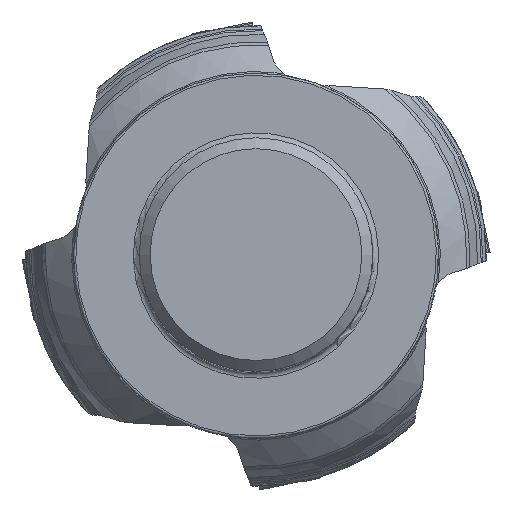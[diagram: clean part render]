
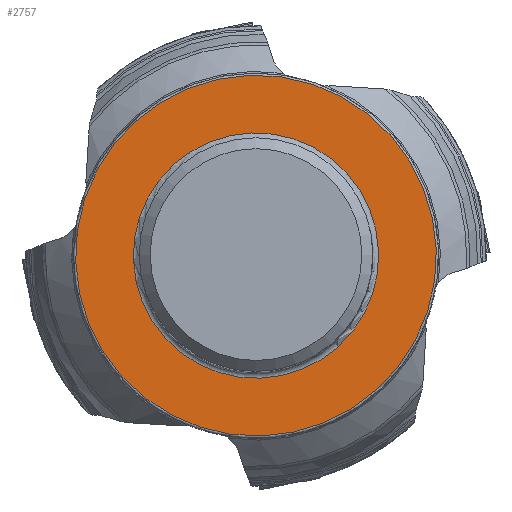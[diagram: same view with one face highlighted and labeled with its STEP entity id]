
A CAD part, top view. The second image highlights one B-rep face of the part: STEP entity #2757.
In plain terms, the highlighted planar face has unit normal (0, 0, 1).
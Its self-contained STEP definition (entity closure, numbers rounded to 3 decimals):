
#1292=FACE_BOUND('',#6635,.T.);
#1293=FACE_BOUND('',#6636,.T.);
#2757=ADVANCED_FACE('CN_SU3',(#1292,#1293),#4184,.T.);
#4184=PLANE('',#29805);
#6635=EDGE_LOOP('',(#12730));
#6636=EDGE_LOOP('',(#12731));
#9546=CIRCLE('',#29802,16.796);
#9547=CIRCLE('',#29804,24.7);
#12730=ORIENTED_EDGE('',*,*,#23123,.T.);
#12731=ORIENTED_EDGE('',*,*,#23122,.T.);
#20056=VERTEX_POINT('',#46832);
#20057=VERTEX_POINT('',#46835);
#23122=EDGE_CURVE('',#20056,#20056,#9546,.T.);
#23123=EDGE_CURVE('',#20057,#20057,#9547,.T.);
#29802=AXIS2_PLACEMENT_3D('',#46831,#34186,#34187);
#29804=AXIS2_PLACEMENT_3D('',#46834,#34190,#34191);
#29805=AXIS2_PLACEMENT_3D('',#46836,#34192,#34193);
#34186=DIRECTION('',(0.,0.,-1.));
#34187=DIRECTION('',(0.978,0.208,0.));
#34190=DIRECTION('',(0.,0.,1.));
#34191=DIRECTION('',(0.978,0.208,0.));
#34192=DIRECTION('',(0.,0.,1.));
#34193=DIRECTION('',(0.978,0.208,0.));
#46831=CARTESIAN_POINT('',(0.,0.,
-80.));
#46832=CARTESIAN_POINT('',(16.429,3.492,-80.));
#46834=CARTESIAN_POINT('',(0.,0.,
-80.));
#46835=CARTESIAN_POINT('',(24.16,5.135,-80.));
#46836=CARTESIAN_POINT('',(-25.,0.,-80.));
